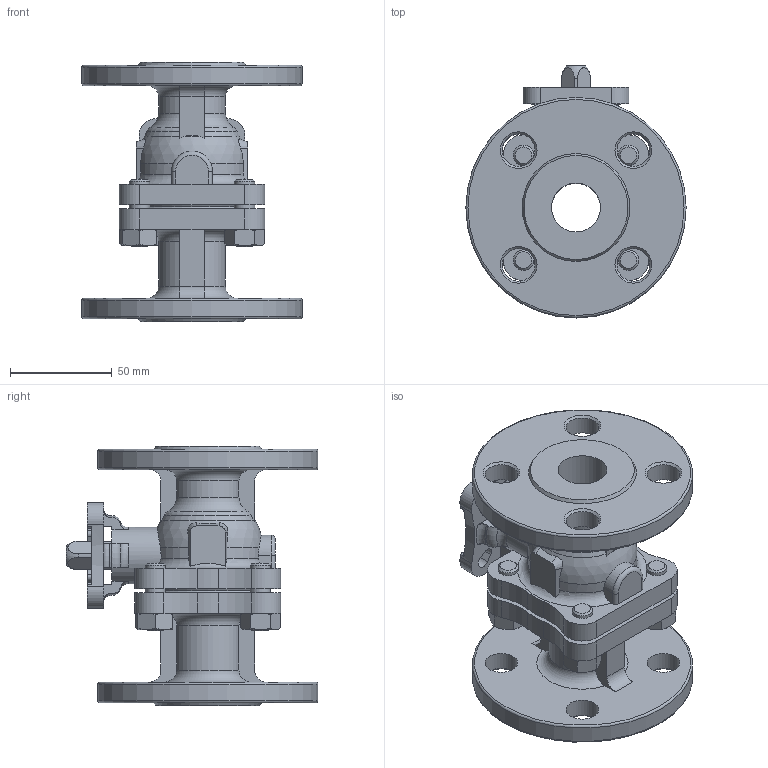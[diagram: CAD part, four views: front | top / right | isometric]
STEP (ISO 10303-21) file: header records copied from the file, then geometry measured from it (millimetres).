
FILE_DESCRIPTION(/* description */ ('STEP AP214'),/* implementation_level */ '2;1');
FILE_NAME(/* name */ '4810853_VZBF-1-P1-20-D-2-F0405-V15V15',/* time_stamp */ '2024-09-18T02:28:52+02:00',/* author */ ('License CC BY-ND 4.0'),/* organization */ ('CADENAS'),/* preprocessor_version */ 'ST-DEVELOPER v19.3',/* originating_system */ 'PARTsolutions',/* authorisation */ ' ');
FILE_SCHEMA (('AUTOMOTIVE_DESIGN {1 0 10303 214 3 1 1}'));
Length unit declared in the file: millimetre
Products named in the file (1): 4810853 VZBF-1-P1-20-D-2-F0405-V15V15
Bounding box: 108 x 123.5 x 127.5 mm (x, y, z)
Volume: 372250.4 mm3; surface area: 91694.2 mm2
Topology: 1 solids, 1 shells, 319 faces, 854 edges, 549 vertices
Faces by surface type: plane 112, cylinder 99, cone 72, torus 35, sphere 1
Full cylindrical faces by diameter (mm): 10 x8, 11 x4, 16 x8, 24 x1, 27.8 x1, 30.5 x1, 108 x2
Entity records: 9998 total; most frequent: CARTESIAN_POINT 2281, DIRECTION 1592, ORIENTED_EDGE 1570, EDGE_CURVE 785, AXIS2_PLACEMENT_3D 661, VERTEX_POINT 532, EDGE_LOOP 425, FACE_BOUND 425
